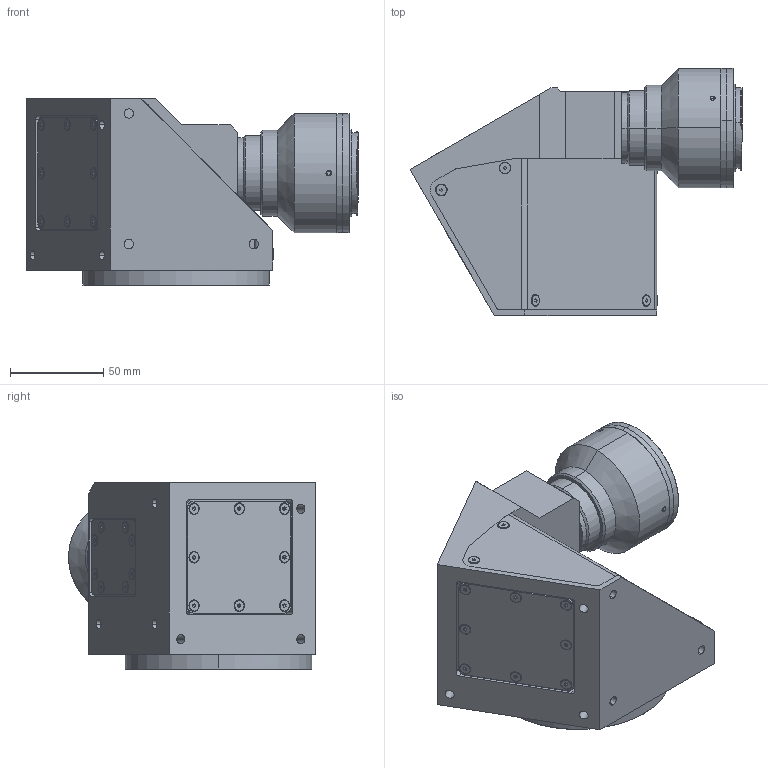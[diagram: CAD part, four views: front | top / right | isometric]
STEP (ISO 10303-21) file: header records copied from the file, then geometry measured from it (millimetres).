
FILE_DESCRIPTION (( 'STEP AP203' ), '1' );
FILE_NAME ('DP24026-C_TCCR4M064-F.step', '2022-02-18T10:39:44', ( '' ), ( '' ), 'SwSTEP 2.0', 'SolidWorks 2021', '' );
FILE_SCHEMA (( 'CONFIG_CONTROL_DESIGN' ));
Length unit declared in the file: millimetre
Products named in the file (1): DP24026-C_TCCR4M064-F
Bounding box: 178.13 x 132.5 x 100.82 mm (x, y, z)
Surface area: 98948.3 mm2 (no closed solid volume)
Topology: 0 solids, 59 shells, 425 faces, 1372 edges, 962 vertices
Faces by surface type: plane 182, cylinder 127, cone 114, sphere 2
Entity records: 15019 total; most frequent: CARTESIAN_POINT 2974, DIRECTION 2633, ORIENTED_EDGE 2039, EDGE_CURVE 1328, VERTEX_POINT 962, AXIS2_PLACEMENT_3D 901, VECTOR 831, LINE 831
